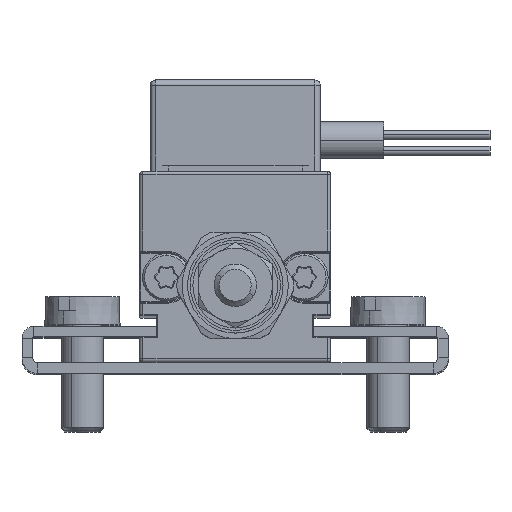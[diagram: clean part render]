
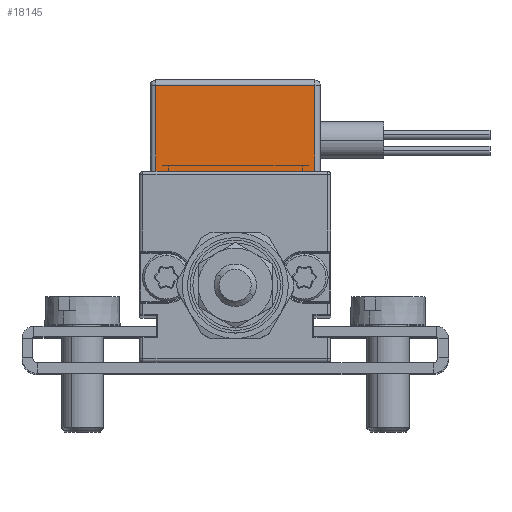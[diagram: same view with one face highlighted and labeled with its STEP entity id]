
A CAD part, top view. The second image highlights one B-rep face of the part: STEP entity #18145.
In plain terms, the highlighted face is planar.
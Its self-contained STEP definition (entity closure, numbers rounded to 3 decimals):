
#18145 = ADVANCED_FACE ( 'NONE', ( #21475 ), #21474, .F. ) ;
#18146 = EDGE_LOOP ( 'NONE', ( #18147, #18151, #18154, #18183 ) ) ;
#18147 = ORIENTED_EDGE ( 'NONE', *, *, #18148, .T. ) ;
#18148 = EDGE_CURVE ( 'NONE', #18149, #18150, #21535, .T. ) ;
#18149 = VERTEX_POINT ( 'NONE', #21531 ) ;
#18150 = VERTEX_POINT ( 'NONE', #21530 ) ;
#18151 = ORIENTED_EDGE ( 'NONE', *, *, #18152, .T. ) ;
#18152 = EDGE_CURVE ( 'NONE', #18150, #18153, #21529, .T. ) ;
#18153 = VERTEX_POINT ( 'NONE', #21525 ) ;
#18154 = ORIENTED_EDGE ( 'NONE', *, *, #18155, .T. ) ;
#18155 = EDGE_CURVE ( 'NONE', #18153, #18156, #21524, .T. ) ;
#18156 = VERTEX_POINT ( 'NONE', #21520 ) ;
#18183 = ORIENTED_EDGE ( 'NONE', *, *, #18184, .T. ) ;
#18184 = EDGE_CURVE ( 'NONE', #18156, #18149, #21546, .T. ) ;
#21470 = DIRECTION ( 'NONE',  ( 0., 0., 1. ) ) ;
#21471 = DIRECTION ( 'NONE',  ( -1., 0., 0. ) ) ;
#21472 = CARTESIAN_POINT ( 'NONE',  ( 26., 0., 8.6 ) ) ;
#21473 = AXIS2_PLACEMENT_3D ( 'NONE', #21472, #21471, #21470 ) ;
#21474 = PLANE ( 'NONE',  #21473 ) ;
#21475 = FACE_OUTER_BOUND ( 'NONE', #18146, .T. ) ;
#21520 = CARTESIAN_POINT ( 'NONE',  ( 26., 0.5, 8.1 ) ) ;
#21521 = DIRECTION ( 'NONE',  ( 0., -1., 0. ) ) ;
#21522 = VECTOR ( 'NONE', #21521, 1000. ) ;
#21523 = CARTESIAN_POINT ( 'NONE',  ( 26., 0., 8.1 ) ) ;
#21524 = LINE ( 'NONE', #21523, #21522 ) ;
#21525 = CARTESIAN_POINT ( 'NONE',  ( 26., 15.5, 8.1 ) ) ;
#21526 = DIRECTION ( 'NONE',  ( 0., 0., 1. ) ) ;
#21527 = VECTOR ( 'NONE', #21526, 1000. ) ;
#21528 = CARTESIAN_POINT ( 'NONE',  ( 26., 15.5, 8.6 ) ) ;
#21529 = LINE ( 'NONE', #21528, #21527 ) ;
#21530 = CARTESIAN_POINT ( 'NONE',  ( 26., 15.5, 0. ) ) ;
#21531 = CARTESIAN_POINT ( 'NONE',  ( 26., 0.5, 0. ) ) ;
#21532 = DIRECTION ( 'NONE',  ( 0., 1., 0. ) ) ;
#21533 = VECTOR ( 'NONE', #21532, 1000. ) ;
#21534 = CARTESIAN_POINT ( 'NONE',  ( 26., 0., 0. ) ) ;
#21535 = LINE ( 'NONE', #21534, #21533 ) ;
#21543 = DIRECTION ( 'NONE',  ( 0., 0., -1. ) ) ;
#21544 = VECTOR ( 'NONE', #21543, 1000. ) ;
#21545 = CARTESIAN_POINT ( 'NONE',  ( 26., 0.5, 8.6 ) ) ;
#21546 = LINE ( 'NONE', #21545, #21544 ) ;
